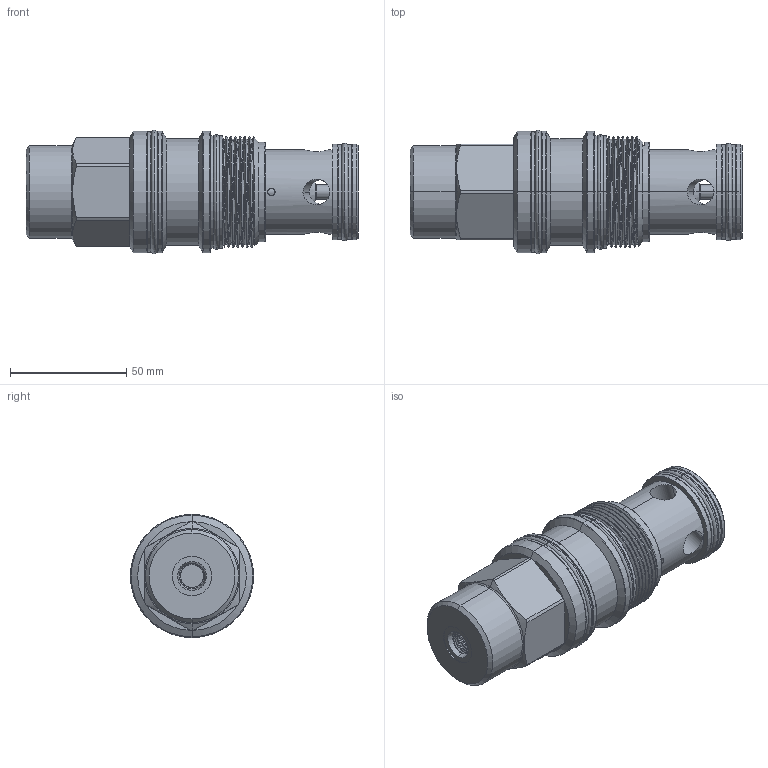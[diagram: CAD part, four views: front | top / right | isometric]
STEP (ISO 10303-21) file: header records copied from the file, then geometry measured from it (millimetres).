
FILE_DESCRIPTION (( 'STEP AP214' ), '1' );
FILE_NAME ('CK19A3C-S04.STEP', '2016-04-15T00:26:12', ( '' ), ( '' ), 'SwSTEP 2.0', 'SolidWorks 2012', '' );
FILE_SCHEMA (( 'AUTOMOTIVE_DESIGN' ));
Length unit declared in the file: millimetre
Products named in the file (1): CK19A3C-S04
Bounding box: 142.95 x 53.11 x 53.11 mm (x, y, z)
Volume: 191258.1 mm3; surface area: 44183.6 mm2
Topology: 8 solids, 8 shells, 305 faces, 690 edges, 411 vertices
Faces by surface type: cylinder 123, torus 61, cone 59, plane 49, bspline 11, sphere 2
Entity records: 16438 total; most frequent: CARTESIAN_POINT 6261, DIRECTION 1492, ORIENTED_EDGE 1376, EDGE_CURVE 688, AXIS2_PLACEMENT_3D 649, VERTEX_POINT 411, CIRCLE 354, EDGE_LOOP 343
